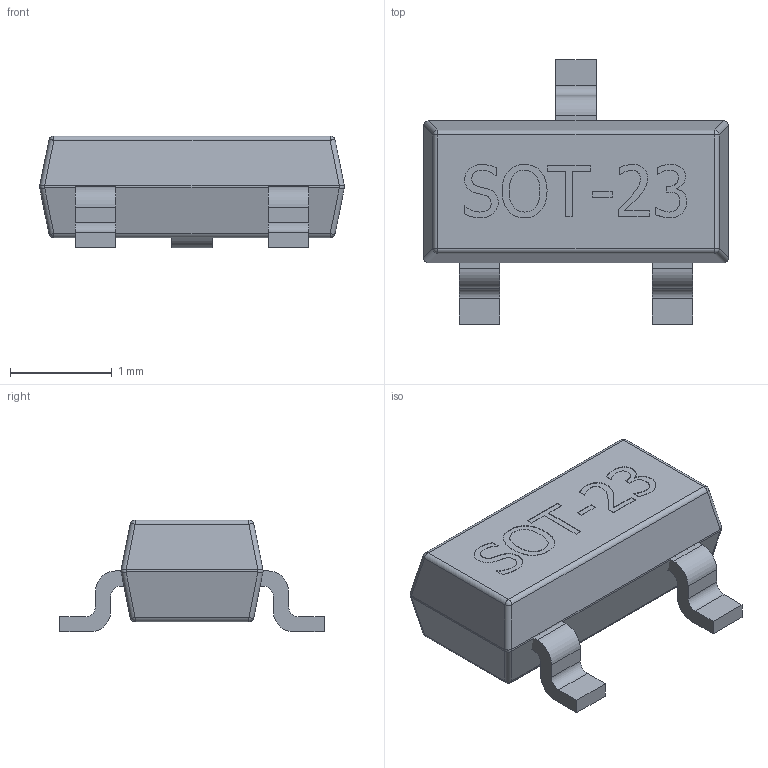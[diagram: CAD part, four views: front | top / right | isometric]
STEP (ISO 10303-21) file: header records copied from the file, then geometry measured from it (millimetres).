
FILE_DESCRIPTION (( 'STEP AP214' ), '1' );
FILE_NAME ('SOT23-3.STEP', '2024-09-10T09:01:11', ( '' ), ( '' ), 'SwSTEP 2.0', 'SolidWorks 2020', '' );
FILE_SCHEMA (( 'AUTOMOTIVE_DESIGN' ));
Length unit declared in the file: millimetre
Products named in the file (1): SOT23-3
Bounding box: 3 x 2.6 x 1.1 mm (x, y, z)
Volume: 4 mm3; surface area: 18.8 mm2
Topology: 4 solids, 4 shells, 181 faces, 460 edges, 293 vertices
Faces by surface type: plane 77, bspline 60, cylinder 32, sphere 12
Entity records: 8701 total; most frequent: CARTESIAN_POINT 3600, ORIENTED_EDGE 916, DIRECTION 646, EDGE_CURVE 458, VERTEX_POINT 292, LINE 274, VECTOR 274, EDGE_LOOP 188
